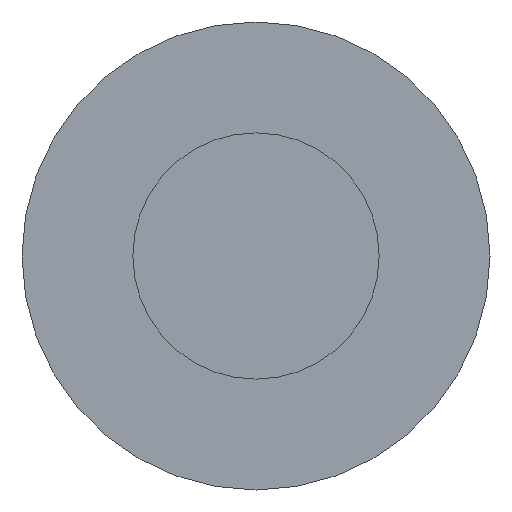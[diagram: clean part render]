
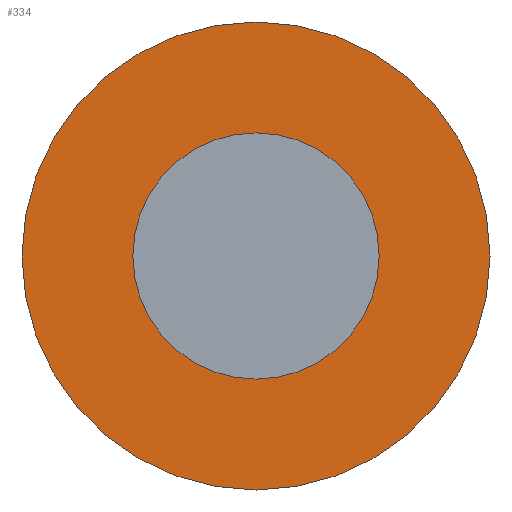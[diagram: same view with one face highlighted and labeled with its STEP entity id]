
A CAD part, front view. The second image highlights one B-rep face of the part: STEP entity #334.
In plain terms, the highlighted planar face has unit normal (0, -1, 0).
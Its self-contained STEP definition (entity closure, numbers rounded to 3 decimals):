
#7 = FACE_BOUND ( 'NONE', #393, .T. ) ;
#20 = CIRCLE ( 'NONE', #423, 1.5 ) ;
#30 = CIRCLE ( 'NONE', #133, 2.85 ) ;
#33 = ORIENTED_EDGE ( 'NONE', *, *, #308, .T. ) ;
#37 = PLANE ( 'NONE',  #440 ) ;
#45 = CARTESIAN_POINT ( 'NONE',  ( 0., 0., -2.85 ) ) ;
#81 = DIRECTION ( 'NONE',  ( 0., 0., -1. ) ) ;
#86 = CIRCLE ( 'NONE', #344, 2.85 ) ;
#90 = DIRECTION ( 'NONE',  ( 0., -1., 0. ) ) ;
#133 = AXIS2_PLACEMENT_3D ( 'NONE', #336, #90, #381 ) ;
#199 = VERTEX_POINT ( 'NONE', #355 ) ;
#209 = CARTESIAN_POINT ( 'NONE',  ( 0., 0., 0. ) ) ;
#217 = CARTESIAN_POINT ( 'NONE',  ( 0., 0., 2.85 ) ) ;
#218 = ORIENTED_EDGE ( 'NONE', *, *, #439, .F. ) ;
#229 = AXIS2_PLACEMENT_3D ( 'NONE', #467, #268, #501 ) ;
#232 = ORIENTED_EDGE ( 'NONE', *, *, #441, .T. ) ;
#255 = CARTESIAN_POINT ( 'NONE',  ( 0., 0., 0. ) ) ;
#259 = DIRECTION ( 'NONE',  ( 0., 0., -1. ) ) ;
#268 = DIRECTION ( 'NONE',  ( 0., -1., 0. ) ) ;
#276 = ORIENTED_EDGE ( 'NONE', *, *, #338, .F. ) ;
#277 = CIRCLE ( 'NONE', #229, 1.5 ) ;
#296 = DIRECTION ( 'NONE',  ( 0., 0., -1. ) ) ;
#308 = EDGE_CURVE ( 'NONE', #403, #369, #86, .T. ) ;
#327 = DIRECTION ( 'NONE',  ( 0., -1., 0. ) ) ;
#334 = ADVANCED_FACE ( 'NONE', ( #7, #387 ), #37, .T. ) ;
#336 = CARTESIAN_POINT ( 'NONE',  ( 0., 0., 0. ) ) ;
#338 = EDGE_CURVE ( 'NONE', #199, #382, #20, .T. ) ;
#344 = AXIS2_PLACEMENT_3D ( 'NONE', #255, #487, #296 ) ;
#355 = CARTESIAN_POINT ( 'NONE',  ( 0., 0., 1.5 ) ) ;
#369 = VERTEX_POINT ( 'NONE', #217 ) ;
#372 = CARTESIAN_POINT ( 'NONE',  ( 0., 0., -1.5 ) ) ;
#373 = EDGE_LOOP ( 'NONE', ( #33, #232 ) ) ;
#381 = DIRECTION ( 'NONE',  ( 0., 0., -1. ) ) ;
#382 = VERTEX_POINT ( 'NONE', #372 ) ;
#387 = FACE_OUTER_BOUND ( 'NONE', #373, .T. ) ;
#393 = EDGE_LOOP ( 'NONE', ( #218, #276 ) ) ;
#403 = VERTEX_POINT ( 'NONE', #45 ) ;
#423 = AXIS2_PLACEMENT_3D ( 'NONE', #209, #462, #259 ) ;
#433 = CARTESIAN_POINT ( 'NONE',  ( 0., 0., 0. ) ) ;
#439 = EDGE_CURVE ( 'NONE', #382, #199, #277, .T. ) ;
#440 = AXIS2_PLACEMENT_3D ( 'NONE', #433, #327, #81 ) ;
#441 = EDGE_CURVE ( 'NONE', #369, #403, #30, .T. ) ;
#462 = DIRECTION ( 'NONE',  ( 0., -1., 0. ) ) ;
#467 = CARTESIAN_POINT ( 'NONE',  ( 0., 0., 0. ) ) ;
#487 = DIRECTION ( 'NONE',  ( 0., -1., 0. ) ) ;
#501 = DIRECTION ( 'NONE',  ( 0., 0., -1. ) ) ;
